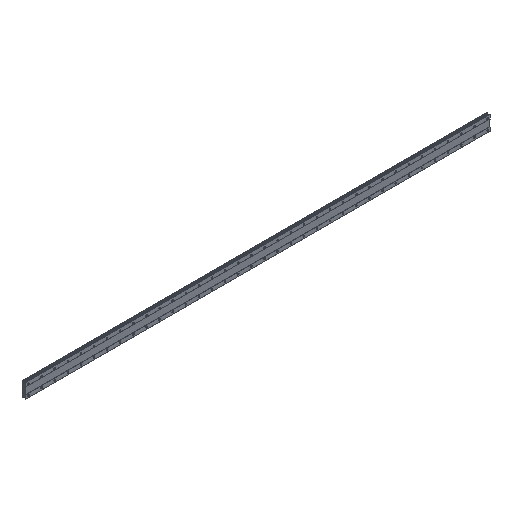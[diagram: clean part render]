
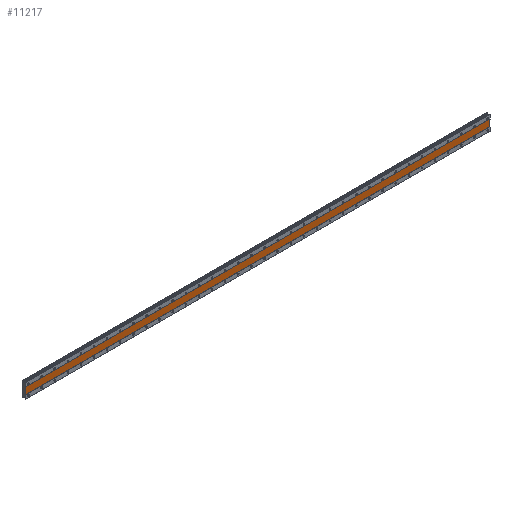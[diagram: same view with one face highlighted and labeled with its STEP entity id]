
A CAD part, isometric view. The second image highlights one B-rep face of the part: STEP entity #11217.
In plain terms, the highlighted planar face has unit normal (0, -1, 0).
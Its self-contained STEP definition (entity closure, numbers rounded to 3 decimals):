
#59 = DIRECTION ( 'NONE',  ( 0., 0., 1. ) ) ;
#567 = EDGE_CURVE ( 'NONE', #3265, #2877, #3333, .T. ) ;
#972 = PLANE ( 'NONE',  #11213 ) ;
#1090 = EDGE_CURVE ( 'NONE', #2578, #7530, #6319, .T. ) ;
#1306 = EDGE_CURVE ( 'NONE', #2877, #2578, #11453, .T. ) ;
#1495 = VECTOR ( 'NONE', #2350, 1000. ) ;
#1583 = CARTESIAN_POINT ( 'NONE',  ( -15., 1., 20. ) ) ;
#2051 = VECTOR ( 'NONE', #4449, 1000. ) ;
#2350 = DIRECTION ( 'NONE',  ( 1., 0., 0. ) ) ;
#2495 = CARTESIAN_POINT ( 'NONE',  ( 2815., 1., 20. ) ) ;
#2578 = VERTEX_POINT ( 'NONE', #5831 ) ;
#2776 = ORIENTED_EDGE ( 'NONE', *, *, #1090, .F. ) ;
#2877 = VERTEX_POINT ( 'NONE', #6716 ) ;
#3265 = VERTEX_POINT ( 'NONE', #8460 ) ;
#3333 = LINE ( 'NONE', #1583, #2051 ) ;
#3834 = DIRECTION ( 'NONE',  ( 0., 1., 0. ) ) ;
#4449 = DIRECTION ( 'NONE',  ( 0., 0., 1. ) ) ;
#4538 = EDGE_CURVE ( 'NONE', #7530, #3265, #10610, .T. ) ;
#4751 = CARTESIAN_POINT ( 'NONE',  ( 2815., 1., 20. ) ) ;
#5322 = DIRECTION ( 'NONE',  ( 0., 0., -1. ) ) ;
#5815 = VECTOR ( 'NONE', #5322, 1000. ) ;
#5831 = CARTESIAN_POINT ( 'NONE',  ( 2815., 1., 20. ) ) ;
#6319 = LINE ( 'NONE', #2495, #5815 ) ;
#6716 = CARTESIAN_POINT ( 'NONE',  ( -15., 1., 20. ) ) ;
#7006 = ORIENTED_EDGE ( 'NONE', *, *, #567, .F. ) ;
#7347 = VECTOR ( 'NONE', #10790, 1000. ) ;
#7530 = VERTEX_POINT ( 'NONE', #11446 ) ;
#8460 = CARTESIAN_POINT ( 'NONE',  ( -15., 1., -20. ) ) ;
#9436 = FACE_OUTER_BOUND ( 'NONE', #11296, .T. ) ;
#9654 = CARTESIAN_POINT ( 'NONE',  ( 2815., 1., -20. ) ) ;
#10610 = LINE ( 'NONE', #9654, #7347 ) ;
#10790 = DIRECTION ( 'NONE',  ( -1., 0., 0. ) ) ;
#11213 = AXIS2_PLACEMENT_3D ( 'NONE', #4751, #3834, #59 ) ;
#11217 = ADVANCED_FACE ( 'NONE', ( #9436 ), #972, .F. ) ;
#11246 = ORIENTED_EDGE ( 'NONE', *, *, #1306, .F. ) ;
#11296 = EDGE_LOOP ( 'NONE', ( #11604, #2776, #11246, #7006 ) ) ;
#11446 = CARTESIAN_POINT ( 'NONE',  ( 2815., 1., -20. ) ) ;
#11453 = LINE ( 'NONE', #11841, #1495 ) ;
#11604 = ORIENTED_EDGE ( 'NONE', *, *, #4538, .F. ) ;
#11841 = CARTESIAN_POINT ( 'NONE',  ( 2815., 1., 20. ) ) ;
